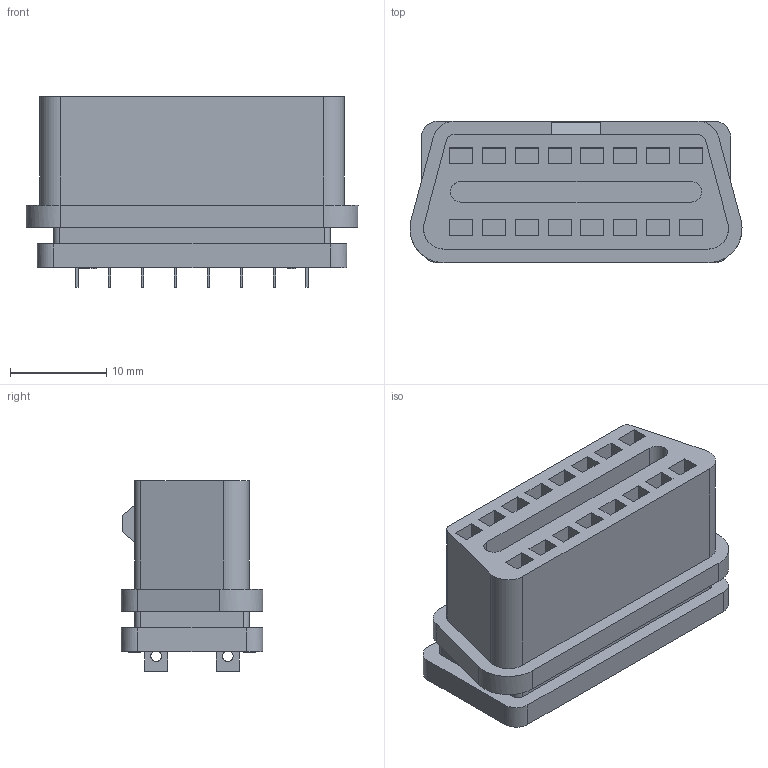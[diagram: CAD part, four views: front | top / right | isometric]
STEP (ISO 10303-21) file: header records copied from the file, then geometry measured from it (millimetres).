
FILE_DESCRIPTION(('FreeCAD Model'),'2;1');
FILE_NAME('Open CASCADE Shape Model','2025-05-04T20:39:11',('FreeCAD'),( 'FreeCAD'),'Open CASCADE STEP processor 7.6','FreeCAD','Unknown');
FILE_SCHEMA(('AUTOMOTIVE_DESIGN { 1 0 10303 214 1 1 1 1 }'));
Length unit declared in the file: millimetre
Products named in the file (1): Open CASCADE STEP translator 7.6 1
Bounding box: 34.5 x 14.71 x 19.84 mm (x, y, z)
Volume: 5979.2 mm3; surface area: 4284 mm2
Topology: 17 solids, 17 shells, 377 faces, 939 edges, 626 vertices
Faces by surface type: bspline 377
Entity records: 11354 total; most frequent: CARTESIAN_POINT 5457, ORIENTED_EDGE 1878, EDGE_CURVE 939, B_SPLINE_CURVE_WITH_KNOTS 871, VERTEX_POINT 626, FACE_BOUND 407, EDGE_LOOP 407, ADVANCED_FACE 377
